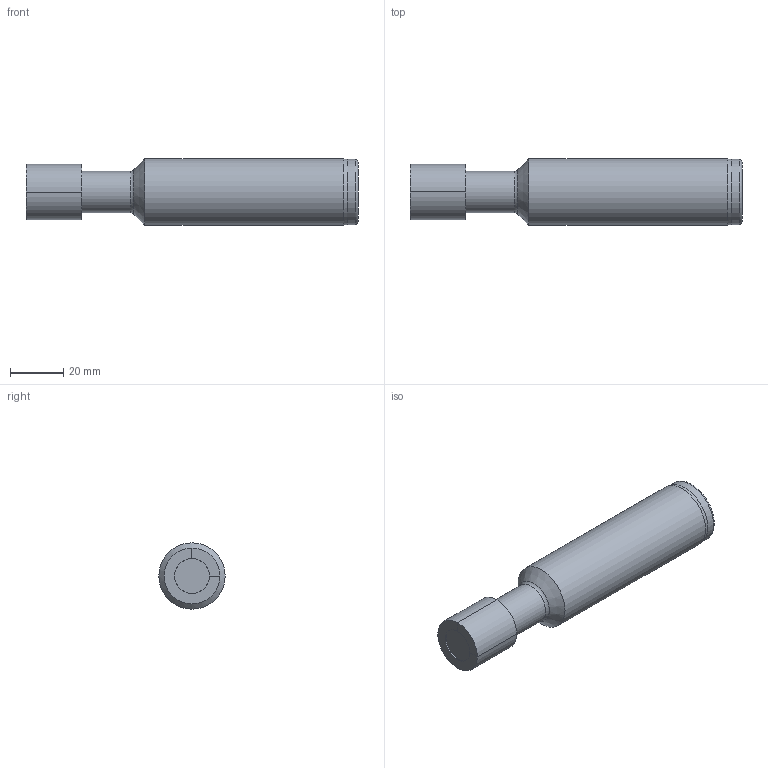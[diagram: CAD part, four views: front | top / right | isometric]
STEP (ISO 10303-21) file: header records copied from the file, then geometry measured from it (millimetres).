
FILE_DESCRIPTION(/* description */ (''),/* implementation_level */ '2;1');
FILE_NAME(/* name */ 'ATM-C21-D21-W25-L125-Z01-H.stp',/* time_stamp */ '2023-09-30T00:32:43+03:00',/* author */ (''),/* organization */ (''),/* preprocessor_version */ 'ST-DEVELOPER v19.4',/* originating_system */ 'SIEMENS PLM Software NX2306.5001',/* authorisation */ '');
FILE_SCHEMA (('AUTOMOTIVE_DESIGN { 1 0 10303 214 3 1 1 1 }'));
Length unit declared in the file: millimetre
Products named in the file (1): ATM-C21-D21-W25-L125-Z01-H-LIGHT_x_t_objects
Bounding box: 125 x 25 x 25 mm (x, y, z)
Volume: 52671.1 mm3; surface area: 11893.2 mm2
Topology: 2 solids, 2 shells, 19 faces, 35 edges, 18 vertices
Faces by surface type: cylinder 7, plane 6, torus 3, cone 3
Full cylindrical faces by diameter (mm): 15.5 x1, 24.5 x1, 25 x1
Entity records: 456 total; most frequent: DIRECTION 84, CARTESIAN_POINT 64, ORIENTED_EDGE 52, AXIS2_PLACEMENT_3D 38, EDGE_LOOP 28, EDGE_CURVE 26, ADVANCED_FACE 19, FACE_BOUND 18
